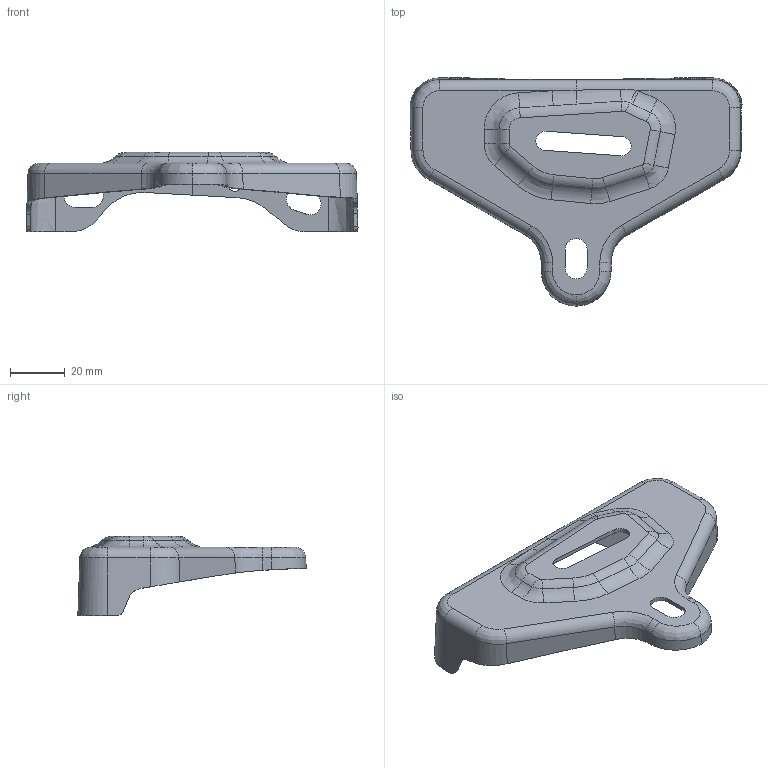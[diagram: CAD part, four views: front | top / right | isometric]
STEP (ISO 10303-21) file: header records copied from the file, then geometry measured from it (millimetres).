
FILE_DESCRIPTION(('CATIA V5 STEP Exchange'),'2;1');
FILE_NAME('Bracket_11.stp','2020-04-05T17:11:56+00:00',('none'),('none'),'CATIA Version 5 Release 20 GA (IN-10)','CATIA V5 STEP AP203','none');
FILE_SCHEMA(('CONFIG_CONTROL_DESIGN'));
Length unit declared in the file: millimetre
Products named in the file (1): Part1
Bounding box: 121.63 x 83.64 x 29.04 mm (x, y, z)
Volume: 14664.3 mm3; surface area: 20431.4 mm2
Topology: 1 solids, 1 shells, 187 faces, 457 edges, 272 vertices
Faces by surface type: bspline 131, cylinder 48, plane 8
Entity records: 11047 total; most frequent: CARTESIAN_POINT 7709, ORIENTED_EDGE 914, EDGE_CURVE 457, B_SPLINE_CURVE_WITH_KNOTS 334, VERTEX_POINT 272, DIRECTION 237, EDGE_LOOP 199, ADVANCED_FACE 187
